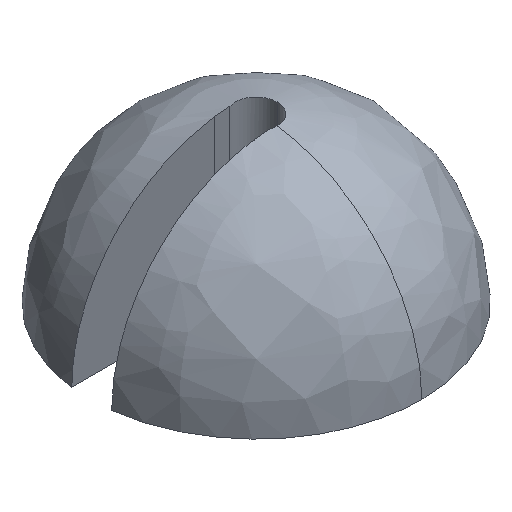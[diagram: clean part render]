
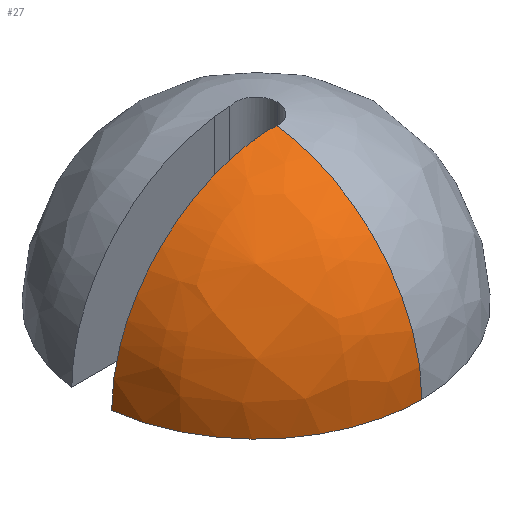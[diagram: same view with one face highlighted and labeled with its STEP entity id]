
A CAD part, isometric view. The second image highlights one B-rep face of the part: STEP entity #27.
In plain terms, the highlighted free-form (B-spline) face has degree [2, 2] with [9, 5] control points.
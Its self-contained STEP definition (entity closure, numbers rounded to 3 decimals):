
#27=ADVANCED_FACE('',(#35),#144,.T.);
#35=FACE_OUTER_BOUND('',#43,.T.);
#43=EDGE_LOOP('',(#60,#61,#62,#63,#64));
#60=ORIENTED_EDGE('',*,*,#100,.T.);
#61=ORIENTED_EDGE('',*,*,#99,.T.);
#62=ORIENTED_EDGE('',*,*,#83,.T.);
#63=ORIENTED_EDGE('',*,*,#88,.T.);
#64=ORIENTED_EDGE('',*,*,#94,.F.);
#83=EDGE_CURVE('',#125,#128,#103,.T.);
#88=EDGE_CURVE('',#128,#127,#114,.T.);
#94=EDGE_CURVE('',#134,#127,#118,.T.);
#99=EDGE_CURVE('',#137,#125,#108,.T.);
#100=EDGE_CURVE('',#134,#137,#109,.T.);
#103=(
BOUNDED_CURVE()
B_SPLINE_CURVE(3,(#334,#335,#336,#337,#338,#339,#340),.UNSPECIFIED.,.F.,
 .F.)
B_SPLINE_CURVE_WITH_KNOTS((4,3,4),(0.,0.,0.081),
 .UNSPECIFIED.)
CURVE()
GEOMETRIC_REPRESENTATION_ITEM()
RATIONAL_B_SPLINE_CURVE((1.,1.,1.,1.,1.,1.,
1.))
REPRESENTATION_ITEM('')
);
#108=(
BOUNDED_CURVE()
B_SPLINE_CURVE(2,(#435,#436,#437),.UNSPECIFIED.,.F.,.F.)
B_SPLINE_CURVE_WITH_KNOTS((3,3),(0.,2.889),
 .UNSPECIFIED.)
CURVE()
GEOMETRIC_REPRESENTATION_ITEM()
RATIONAL_B_SPLINE_CURVE((1.,0.75,1.))
REPRESENTATION_ITEM('')
);
#109=(
BOUNDED_CURVE()
B_SPLINE_CURVE(2,(#438,#439,#440),.UNSPECIFIED.,.F.,.F.)
B_SPLINE_CURVE_WITH_KNOTS((3,3),(4.95,7.851),
 .UNSPECIFIED.)
CURVE()
GEOMETRIC_REPRESENTATION_ITEM()
RATIONAL_B_SPLINE_CURVE((1.,0.748,1.))
REPRESENTATION_ITEM('')
);
#114=B_SPLINE_CURVE_WITH_KNOTS('',3,(#368,#369,#370,#371,#372,#373,#374),
 .UNSPECIFIED.,.F.,.F.,(4,3,4),(0.,0.139,0.182),
 .UNSPECIFIED.);
#118=B_SPLINE_CURVE_WITH_KNOTS('',3,(#405,#406,#407,#408,#409,#410,#411,
#412,#413,#414,#415,#416,#417,#418,#419),.UNSPECIFIED.,.F.,.F.,(4,3,3,3,
2,4),(2.872,3.574,4.327,5.088,
5.416,5.744),.UNSPECIFIED.);
#125=VERTEX_POINT('',#311);
#127=VERTEX_POINT('',#313);
#128=VERTEX_POINT('',#314);
#134=VERTEX_POINT('',#320);
#137=VERTEX_POINT('',#323);
#144=(
BOUNDED_SURFACE()
B_SPLINE_SURFACE(2,2,((#247,#248,#249,#250,#251),(#252,#253,#254,#255,#256),
(#257,#258,#259,#260,#261),(#262,#263,#264,#265,#266),(#267,#268,#269,#270,
#271),(#272,#273,#274,#275,#276),(#277,#278,#279,#280,#281),(#282,#283,
#284,#285,#286),(#287,#288,#289,#290,#291)),.UNSPECIFIED.,.T.,.F.,.F.)
B_SPLINE_SURFACE_WITH_KNOTS((3,2,2,2,3),(3,2,3),(0.,3.142,6.283,
9.425,12.566),(-3.142,0.,3.142),
 .UNSPECIFIED.)
GEOMETRIC_REPRESENTATION_ITEM()
RATIONAL_B_SPLINE_SURFACE(((1.,0.707,1.,0.707,1.),
(0.707,0.5,0.707,0.5,0.707),(1.,0.707,
1.,0.707,1.),(0.707,0.5,0.707,0.5,0.707),
(1.,0.707,1.,0.707,1.),(0.707,0.5,0.707,
0.5,0.707),(1.,0.707,1.,0.707,1.),(0.707,
0.5,0.707,0.5,0.707),(1.,0.707,1.,0.707,
1.)))
REPRESENTATION_ITEM('')
SURFACE()
);
#247=CARTESIAN_POINT('',(-0.001,0.,31.661));
#248=CARTESIAN_POINT('',(-0.001,-2.277,31.661));
#249=CARTESIAN_POINT('',(-0.001,-2.277,33.937));
#250=CARTESIAN_POINT('',(-0.001,-2.277,36.214));
#251=CARTESIAN_POINT('',(-0.001,0.,36.214));
#252=CARTESIAN_POINT('',(-0.001,0.,31.661));
#253=CARTESIAN_POINT('',(2.276,-2.277,31.661));
#254=CARTESIAN_POINT('',(2.276,-2.277,33.937));
#255=CARTESIAN_POINT('',(2.276,-2.277,36.214));
#256=CARTESIAN_POINT('',(-0.001,0.,36.214));
#257=CARTESIAN_POINT('',(-0.001,0.,31.661));
#258=CARTESIAN_POINT('',(2.276,0.,31.661));
#259=CARTESIAN_POINT('',(2.276,0.,33.937));
#260=CARTESIAN_POINT('',(2.276,0.,36.214));
#261=CARTESIAN_POINT('',(-0.001,0.,36.214));
#262=CARTESIAN_POINT('',(-0.001,0.,31.661));
#263=CARTESIAN_POINT('',(2.276,2.277,31.661));
#264=CARTESIAN_POINT('',(2.276,2.277,33.937));
#265=CARTESIAN_POINT('',(2.276,2.277,36.214));
#266=CARTESIAN_POINT('',(-0.001,0.,36.214));
#267=CARTESIAN_POINT('',(-0.001,0.,31.661));
#268=CARTESIAN_POINT('',(-0.001,2.277,31.661));
#269=CARTESIAN_POINT('',(-0.001,2.277,33.937));
#270=CARTESIAN_POINT('',(-0.001,2.277,36.214));
#271=CARTESIAN_POINT('',(-0.001,0.,36.214));
#272=CARTESIAN_POINT('',(-0.001,0.,31.661));
#273=CARTESIAN_POINT('',(-2.278,2.277,31.661));
#274=CARTESIAN_POINT('',(-2.278,2.277,33.937));
#275=CARTESIAN_POINT('',(-2.278,2.277,36.214));
#276=CARTESIAN_POINT('',(-0.001,0.,36.214));
#277=CARTESIAN_POINT('',(-0.001,0.,31.661));
#278=CARTESIAN_POINT('',(-2.278,0.,31.661));
#279=CARTESIAN_POINT('',(-2.278,0.,33.937));
#280=CARTESIAN_POINT('',(-2.278,0.,36.214));
#281=CARTESIAN_POINT('',(-0.001,0.,36.214));
#282=CARTESIAN_POINT('',(-0.001,0.,31.661));
#283=CARTESIAN_POINT('',(-2.278,-2.277,31.661));
#284=CARTESIAN_POINT('',(-2.278,-2.277,33.937));
#285=CARTESIAN_POINT('',(-2.278,-2.277,36.214));
#286=CARTESIAN_POINT('',(-0.001,0.,36.214));
#287=CARTESIAN_POINT('',(-0.001,0.,31.661));
#288=CARTESIAN_POINT('',(-0.001,-2.277,31.661));
#289=CARTESIAN_POINT('',(-0.001,-2.277,33.937));
#290=CARTESIAN_POINT('',(-0.001,-2.277,36.214));
#291=CARTESIAN_POINT('',(-0.001,0.,36.214));
#311=CARTESIAN_POINT('',(-0.001,-0.287,36.196));
#313=CARTESIAN_POINT('',(-0.296,-0.273,36.178));
#314=CARTESIAN_POINT('',(-0.09,-0.273,36.196));
#320=CARTESIAN_POINT('',(-2.262,-0.273,33.937));
#323=CARTESIAN_POINT('',(-0.001,-2.277,33.937));
#334=CARTESIAN_POINT('',(-0.001,-0.287,36.196));
#335=CARTESIAN_POINT('',(-0.001,-0.287,36.196));
#336=CARTESIAN_POINT('',(-0.001,-0.287,36.196));
#337=CARTESIAN_POINT('',(-0.001,-0.287,36.196));
#338=CARTESIAN_POINT('',(-0.031,-0.287,36.196));
#339=CARTESIAN_POINT('',(-0.061,-0.282,36.196));
#340=CARTESIAN_POINT('',(-0.09,-0.273,36.196));
#368=CARTESIAN_POINT('',(-0.09,-0.273,36.196));
#369=CARTESIAN_POINT('',(-0.142,-0.273,36.194));
#370=CARTESIAN_POINT('',(-0.195,-0.273,36.19));
#371=CARTESIAN_POINT('',(-0.247,-0.273,36.184));
#372=CARTESIAN_POINT('',(-0.263,-0.273,36.183));
#373=CARTESIAN_POINT('',(-0.28,-0.273,36.181));
#374=CARTESIAN_POINT('',(-0.296,-0.273,36.178));
#405=CARTESIAN_POINT('',(-2.262,-0.273,33.937));
#406=CARTESIAN_POINT('',(-2.262,-0.273,34.203));
#407=CARTESIAN_POINT('',(-2.215,-0.273,34.467));
#408=CARTESIAN_POINT('',(-2.123,-0.273,34.716));
#409=CARTESIAN_POINT('',(-2.025,-0.273,34.983));
#410=CARTESIAN_POINT('',(-1.877,-0.273,35.23));
#411=CARTESIAN_POINT('',(-1.688,-0.273,35.442));
#412=CARTESIAN_POINT('',(-1.496,-0.273,35.657));
#413=CARTESIAN_POINT('',(-1.265,-0.273,35.834));
#414=CARTESIAN_POINT('',(-1.007,-0.273,35.962));
#415=CARTESIAN_POINT('',(-0.895,-0.273,36.017));
#416=CARTESIAN_POINT('',(-0.779,-0.273,36.063));
#417=CARTESIAN_POINT('',(-0.541,-0.273,36.136));
#418=CARTESIAN_POINT('',(-0.42,-0.273,36.162));
#419=CARTESIAN_POINT('',(-0.296,-0.273,36.178));
#435=CARTESIAN_POINT('',(-0.001,-2.277,33.937));
#436=CARTESIAN_POINT('',(-0.001,-2.277,35.943));
#437=CARTESIAN_POINT('',(-0.001,-0.287,36.196));
#438=CARTESIAN_POINT('',(-2.262,-0.273,33.937));
#439=CARTESIAN_POINT('',(-2.019,-2.277,33.937));
#440=CARTESIAN_POINT('',(-0.001,-2.277,33.937));
